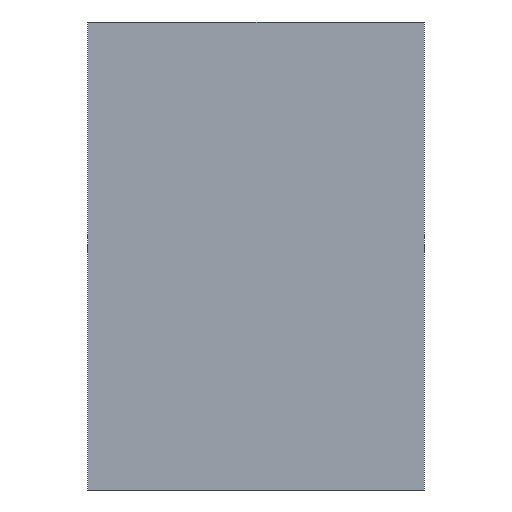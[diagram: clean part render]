
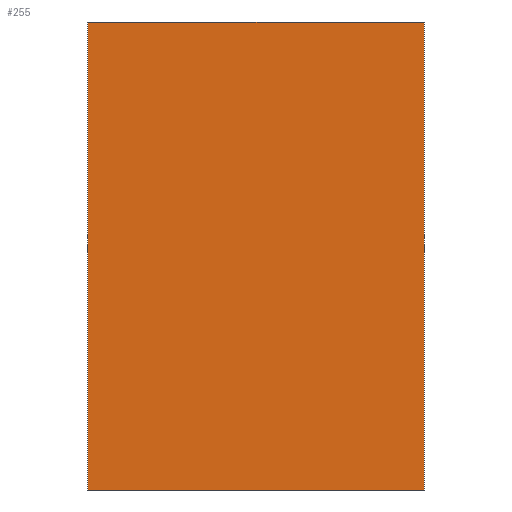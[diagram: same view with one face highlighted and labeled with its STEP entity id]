
A CAD part, left-side view. The second image highlights one B-rep face of the part: STEP entity #255.
In plain terms, the highlighted face is planar.
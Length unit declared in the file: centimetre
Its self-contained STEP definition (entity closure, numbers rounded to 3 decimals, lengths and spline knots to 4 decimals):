
#97=VERTEX_POINT('',#355);
#98=VERTEX_POINT('',#357);
#100=VERTEX_POINT('',#363);
#101=VERTEX_POINT('',#365);
#117=VECTOR('',#298,1.);
#120=VECTOR('',#302,1.);
#121=VECTOR('',#303,1.);
#122=VECTOR('',#304,1.);
#141=LINE('',#356,#117);
#144=LINE('',#362,#120);
#145=LINE('',#364,#121);
#146=LINE('',#366,#122);
#165=EDGE_CURVE('',#98,#97,#141,.T.);
#168=EDGE_CURVE('',#97,#100,#144,.T.);
#169=EDGE_CURVE('',#101,#100,#145,.T.);
#170=EDGE_CURVE('',#101,#98,#146,.T.);
#204=ORIENTED_EDGE('',*,*,#168,.T.);
#205=ORIENTED_EDGE('',*,*,#169,.F.);
#206=ORIENTED_EDGE('',*,*,#170,.T.);
#207=ORIENTED_EDGE('',*,*,#165,.T.);
#231=EDGE_LOOP('',(#204,#205,#206,#207));
#243=FACE_BOUND('',#231,.T.);
#255=ADVANCED_FACE('',(#243),#391,.T.);
#267=AXIS2_PLACEMENT_3D('',#361,#301,$);
#298=DIRECTION('',(0.,0.,1.));
#301=DIRECTION('',(1.,0.,0.));
#302=DIRECTION('',(0.,-1.,0.));
#303=DIRECTION('',(0.,0.,1.));
#304=DIRECTION('',(0.,1.,0.));
#355=CARTESIAN_POINT('',(0.1,0.09,0.0625));
#356=CARTESIAN_POINT('',(0.1,0.09,-0.0625));
#357=CARTESIAN_POINT('',(0.1,0.09,-0.0625));
#361=CARTESIAN_POINT('',(0.1,0.045,-0.0625));
#362=CARTESIAN_POINT('',(0.1,0.,0.0625));
#363=CARTESIAN_POINT('',(0.1,0.,0.0625));
#364=CARTESIAN_POINT('',(0.1,0.,-0.0625));
#365=CARTESIAN_POINT('',(0.1,0.,-0.0625));
#366=CARTESIAN_POINT('',(0.1,0.,-0.0625));
#391=PLANE('',#267);
